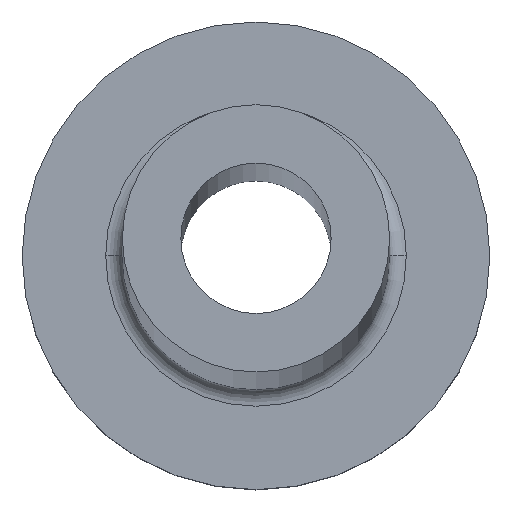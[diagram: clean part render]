
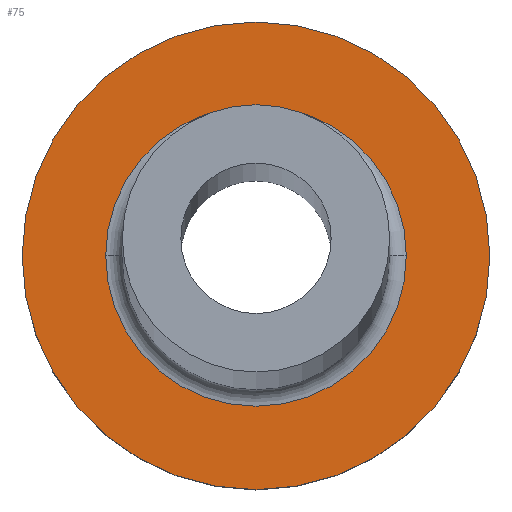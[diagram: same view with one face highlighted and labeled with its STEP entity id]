
A CAD part, top view. The second image highlights one B-rep face of the part: STEP entity #75.
In plain terms, the highlighted planar face has unit normal (0, 0, 1).
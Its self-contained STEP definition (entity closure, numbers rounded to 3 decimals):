
#19 = DIRECTION ( 'NONE',  ( 0., 0., 1. ) ) ;
#27 = EDGE_CURVE ( 'NONE', #212, #179, #373, .T. ) ;
#46 = FACE_OUTER_BOUND ( 'NONE', #94, .T. ) ;
#49 = AXIS2_PLACEMENT_3D ( 'NONE', #189, #52, #343 ) ;
#52 = DIRECTION ( 'NONE',  ( 0., 0., 1. ) ) ;
#55 = CIRCLE ( 'NONE', #256, 4.5 ) ;
#70 = ORIENTED_EDGE ( 'NONE', *, *, #27, .T. ) ;
#75 = ADVANCED_FACE ( 'NONE', ( #371, #46 ), #135, .T. ) ;
#80 = CARTESIAN_POINT ( 'NONE',  ( 0., 0., 5. ) ) ;
#85 = CARTESIAN_POINT ( 'NONE',  ( -7., 0., 5. ) ) ;
#94 = EDGE_LOOP ( 'NONE', ( #70, #214 ) ) ;
#107 = DIRECTION ( 'NONE',  ( 1., 0., 0. ) ) ;
#110 = CARTESIAN_POINT ( 'NONE',  ( 0., 0., 5. ) ) ;
#113 = AXIS2_PLACEMENT_3D ( 'NONE', #115, #231, #354 ) ;
#115 = CARTESIAN_POINT ( 'NONE',  ( 0., 0., 5. ) ) ;
#135 = PLANE ( 'NONE',  #49 ) ;
#136 = AXIS2_PLACEMENT_3D ( 'NONE', #282, #19, #107 ) ;
#140 = DIRECTION ( 'NONE',  ( 1., 0., 0. ) ) ;
#156 = AXIS2_PLACEMENT_3D ( 'NONE', #110, #288, #175 ) ;
#167 = CARTESIAN_POINT ( 'NONE',  ( 4.5, 0., 5. ) ) ;
#168 = CIRCLE ( 'NONE', #156, 7. ) ;
#171 = EDGE_CURVE ( 'NONE', #179, #212, #168, .T. ) ;
#175 = DIRECTION ( 'NONE',  ( 1., 0., 0. ) ) ;
#177 = CIRCLE ( 'NONE', #113, 4.5 ) ;
#179 = VERTEX_POINT ( 'NONE', #201 ) ;
#189 = CARTESIAN_POINT ( 'NONE',  ( 0., 0., 5. ) ) ;
#198 = EDGE_CURVE ( 'NONE', #337, #302, #55, .T. ) ;
#201 = CARTESIAN_POINT ( 'NONE',  ( 7., 0., 5. ) ) ;
#212 = VERTEX_POINT ( 'NONE', #85 ) ;
#214 = ORIENTED_EDGE ( 'NONE', *, *, #171, .T. ) ;
#231 = DIRECTION ( 'NONE',  ( 0., 0., -1. ) ) ;
#255 = DIRECTION ( 'NONE',  ( 0., 0., -1. ) ) ;
#256 = AXIS2_PLACEMENT_3D ( 'NONE', #80, #255, #140 ) ;
#265 = CARTESIAN_POINT ( 'NONE',  ( -4.5, 0., 5. ) ) ;
#266 = ORIENTED_EDGE ( 'NONE', *, *, #314, .T. ) ;
#282 = CARTESIAN_POINT ( 'NONE',  ( 0., 0., 5. ) ) ;
#288 = DIRECTION ( 'NONE',  ( 0., 0., 1. ) ) ;
#302 = VERTEX_POINT ( 'NONE', #167 ) ;
#314 = EDGE_CURVE ( 'NONE', #302, #337, #177, .T. ) ;
#320 = ORIENTED_EDGE ( 'NONE', *, *, #198, .T. ) ;
#337 = VERTEX_POINT ( 'NONE', #265 ) ;
#343 = DIRECTION ( 'NONE',  ( 1., 0., 0. ) ) ;
#354 = DIRECTION ( 'NONE',  ( 1., 0., 0. ) ) ;
#361 = EDGE_LOOP ( 'NONE', ( #266, #320 ) ) ;
#371 = FACE_BOUND ( 'NONE', #361, .T. ) ;
#373 = CIRCLE ( 'NONE', #136, 7. ) ;
